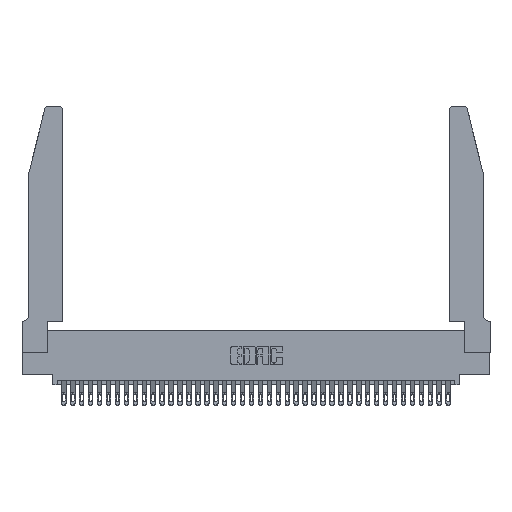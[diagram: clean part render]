
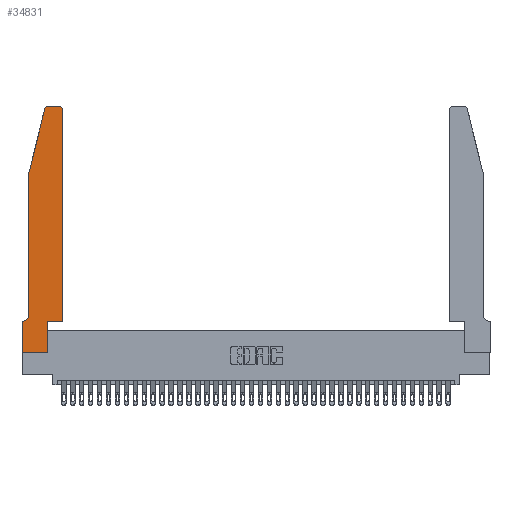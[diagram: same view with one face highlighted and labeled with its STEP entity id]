
A CAD part, top view. The second image highlights one B-rep face of the part: STEP entity #34831.
In plain terms, the highlighted planar face has unit normal (0, 0, 1).
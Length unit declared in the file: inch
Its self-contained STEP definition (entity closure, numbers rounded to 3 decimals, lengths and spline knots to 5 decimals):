
#121 = PLANE ( 'NONE',  #28879 ) ;
#598 = EDGE_CURVE ( 'NONE', #30685, #39150, #27992, .T. ) ;
#1420 = FACE_OUTER_BOUND ( 'NONE', #1779, .T. ) ;
#1764 = ORIENTED_EDGE ( 'NONE', *, *, #3425, .T. ) ;
#1779 = EDGE_LOOP ( 'NONE', ( #23064, #1764, #25488, #17913, #28919, #30368, #29016, #15547, #32071, #12781, #6222, #19590 ) ) ;
#1852 = EDGE_CURVE ( 'NONE', #36727, #2861, #31657, .T. ) ;
#2164 = CARTESIAN_POINT ( 'NONE',  ( 0.4205, 2.75, 0.37 ) ) ;
#2474 = VECTOR ( 'NONE', #26910, 39.37008 ) ;
#2678 = CARTESIAN_POINT ( 'NONE',  ( 0.0755, 0.35, 0.37 ) ) ;
#2861 = VERTEX_POINT ( 'NONE', #38518 ) ;
#2999 = CARTESIAN_POINT ( 'NONE',  ( 0.4205, 2.72, 0.37 ) ) ;
#3425 = EDGE_CURVE ( 'NONE', #39150, #12735, #11694, .T. ) ;
#3716 = CARTESIAN_POINT ( 'NONE',  ( 0.4505, 0.35, 0.37 ) ) ;
#4550 = EDGE_CURVE ( 'NONE', #39280, #21049, #16686, .T. ) ;
#4915 = VECTOR ( 'NONE', #11956, 39.37008 ) ;
#6220 = DIRECTION ( 'NONE',  ( 1., 0., 0. ) ) ;
#6222 = ORIENTED_EDGE ( 'NONE', *, *, #4550, .T. ) ;
#6553 = DIRECTION ( 'NONE',  ( 0., 0., 1. ) ) ;
#6636 = CARTESIAN_POINT ( 'NONE',  ( 0.4505, 0.35, 0.37 ) ) ;
#7359 = CARTESIAN_POINT ( 'NONE',  ( 0., 0.35, 0.37 ) ) ;
#7654 = DIRECTION ( 'NONE',  ( 0., 0., -1. ) ) ;
#9648 = CARTESIAN_POINT ( 'NONE',  ( 0.2865, 0.35, 0.37 ) ) ;
#9743 = DIRECTION ( 'NONE',  ( 1., 0., 0. ) ) ;
#10102 = AXIS2_PLACEMENT_3D ( 'NONE', #2999, #24441, #6220 ) ;
#10465 = VERTEX_POINT ( 'NONE', #37322 ) ;
#10858 = EDGE_CURVE ( 'NONE', #21049, #30685, #24602, .T. ) ;
#10916 = CARTESIAN_POINT ( 'NONE',  ( 0.284, 2.72, 0.37 ) ) ;
#11441 = EDGE_CURVE ( 'NONE', #24913, #10465, #11788, .T. ) ;
#11531 = EDGE_CURVE ( 'NONE', #19432, #24913, #39090, .T. ) ;
#11694 = CIRCLE ( 'NONE', #11761, 0.03 ) ;
#11761 = AXIS2_PLACEMENT_3D ( 'NONE', #10916, #32059, #13974 ) ;
#11788 = LINE ( 'NONE', #32832, #2474 ) ;
#11955 = CARTESIAN_POINT ( 'NONE',  ( 0.4505, 0.35, 0.37 ) ) ;
#11956 = DIRECTION ( 'NONE',  ( 0., 1., 0. ) ) ;
#12126 = EDGE_CURVE ( 'NONE', #37770, #32285, #13153, .T. ) ;
#12158 = LINE ( 'NONE', #32152, #35245 ) ;
#12735 = VERTEX_POINT ( 'NONE', #12869 ) ;
#12781 = ORIENTED_EDGE ( 'NONE', *, *, #13379, .T. ) ;
#12869 = CARTESIAN_POINT ( 'NONE',  ( 0.25487, 2.72718, 0.37 ) ) ;
#13153 = LINE ( 'NONE', #18043, #4915 ) ;
#13379 = EDGE_CURVE ( 'NONE', #32285, #39280, #24460, .T. ) ;
#13712 = CARTESIAN_POINT ( 'NONE',  ( 0.0755, 2., 0.37 ) ) ;
#13974 = DIRECTION ( 'NONE',  ( 1., 0., 0. ) ) ;
#15547 = ORIENTED_EDGE ( 'NONE', *, *, #29893, .T. ) ;
#15624 = VECTOR ( 'NONE', #24689, 39.37008 ) ;
#15813 = CARTESIAN_POINT ( 'NONE',  ( 0.0055, 0.35, 0.37 ) ) ;
#15835 = VECTOR ( 'NONE', #21140, 39.37008 ) ;
#16686 = LINE ( 'NONE', #3716, #31775 ) ;
#17913 = ORIENTED_EDGE ( 'NONE', *, *, #1852, .T. ) ;
#18043 = CARTESIAN_POINT ( 'NONE',  ( 0.2865, 0.35, 0.37 ) ) ;
#18953 = DIRECTION ( 'NONE',  ( -1., 0., 0. ) ) ;
#19057 = DIRECTION ( 'NONE',  ( 0., 1., 0. ) ) ;
#19432 = VERTEX_POINT ( 'NONE', #15813 ) ;
#19493 = CARTESIAN_POINT ( 'NONE',  ( 0.284, 2.75, 0.37 ) ) ;
#19590 = ORIENTED_EDGE ( 'NONE', *, *, #10858, .T. ) ;
#21049 = VERTEX_POINT ( 'NONE', #32475 ) ;
#21140 = DIRECTION ( 'NONE',  ( -0.239, -0.971, 0. ) ) ;
#21727 = CARTESIAN_POINT ( 'NONE',  ( 0., 0.35, 0.37 ) ) ;
#23064 = ORIENTED_EDGE ( 'NONE', *, *, #598, .T. ) ;
#24048 = EDGE_CURVE ( 'NONE', #12735, #36727, #38868, .T. ) ;
#24441 = DIRECTION ( 'NONE',  ( 0., 0., 1. ) ) ;
#24460 = LINE ( 'NONE', #6636, #38523 ) ;
#24602 = CIRCLE ( 'NONE', #10102, 0.03 ) ;
#24689 = DIRECTION ( 'NONE',  ( 0., -1., 0. ) ) ;
#24913 = VERTEX_POINT ( 'NONE', #7359 ) ;
#25139 = VECTOR ( 'NONE', #18953, 39.37008 ) ;
#25488 = ORIENTED_EDGE ( 'NONE', *, *, #24048, .T. ) ;
#25815 = CARTESIAN_POINT ( 'NONE',  ( 0.0055, 0.42, 0.37 ) ) ;
#26910 = DIRECTION ( 'NONE',  ( 0., -1., 0. ) ) ;
#27720 = CARTESIAN_POINT ( 'NONE',  ( 0.0755, 2., 0.37 ) ) ;
#27793 = DIRECTION ( 'NONE',  ( 1., 0., 0. ) ) ;
#27992 = LINE ( 'NONE', #37095, #25139 ) ;
#28873 = DIRECTION ( 'NONE',  ( -1., 0., 0. ) ) ;
#28879 = AXIS2_PLACEMENT_3D ( 'NONE', #21727, #6553, #27793 ) ;
#28919 = ORIENTED_EDGE ( 'NONE', *, *, #32637, .T. ) ;
#29016 = ORIENTED_EDGE ( 'NONE', *, *, #11441, .T. ) ;
#29893 = EDGE_CURVE ( 'NONE', #10465, #37770, #12158, .T. ) ;
#30368 = ORIENTED_EDGE ( 'NONE', *, *, #11531, .T. ) ;
#30685 = VERTEX_POINT ( 'NONE', #2164 ) ;
#31146 = VECTOR ( 'NONE', #33235, 39.37008 ) ;
#31464 = CARTESIAN_POINT ( 'NONE',  ( 0.2865, 0., 0.37 ) ) ;
#31657 = LINE ( 'NONE', #27720, #15624 ) ;
#31775 = VECTOR ( 'NONE', #19057, 39.37008 ) ;
#32059 = DIRECTION ( 'NONE',  ( 0., 0., 1. ) ) ;
#32071 = ORIENTED_EDGE ( 'NONE', *, *, #12126, .T. ) ;
#32152 = CARTESIAN_POINT ( 'NONE',  ( 0., 0., 0.37 ) ) ;
#32225 = CIRCLE ( 'NONE', #38083, 0.07 ) ;
#32285 = VERTEX_POINT ( 'NONE', #9648 ) ;
#32475 = CARTESIAN_POINT ( 'NONE',  ( 0.4505, 2.72, 0.37 ) ) ;
#32637 = EDGE_CURVE ( 'NONE', #2861, #19432, #32225, .T. ) ;
#32832 = CARTESIAN_POINT ( 'NONE',  ( 0., 0., 0.37 ) ) ;
#33235 = DIRECTION ( 'NONE',  ( -1., 0., 0. ) ) ;
#34831 = ADVANCED_FACE ( 'NONE', ( #1420 ), #121, .T. ) ;
#35008 = DIRECTION ( 'NONE',  ( 1., 0., 0. ) ) ;
#35245 = VECTOR ( 'NONE', #35008, 39.37008 ) ;
#36727 = VERTEX_POINT ( 'NONE', #13712 ) ;
#37095 = CARTESIAN_POINT ( 'NONE',  ( 0.2605, 2.75, 0.37 ) ) ;
#37322 = CARTESIAN_POINT ( 'NONE',  ( 0., 0., 0.37 ) ) ;
#37770 = VERTEX_POINT ( 'NONE', #31464 ) ;
#38083 = AXIS2_PLACEMENT_3D ( 'NONE', #25815, #7654, #28873 ) ;
#38518 = CARTESIAN_POINT ( 'NONE',  ( 0.0755, 0.42, 0.37 ) ) ;
#38523 = VECTOR ( 'NONE', #9743, 39.37008 ) ;
#38868 = LINE ( 'NONE', #39138, #15835 ) ;
#39090 = LINE ( 'NONE', #2678, #31146 ) ;
#39138 = CARTESIAN_POINT ( 'NONE',  ( 0.0755, 2., 0.37 ) ) ;
#39150 = VERTEX_POINT ( 'NONE', #19493 ) ;
#39280 = VERTEX_POINT ( 'NONE', #11955 ) ;
